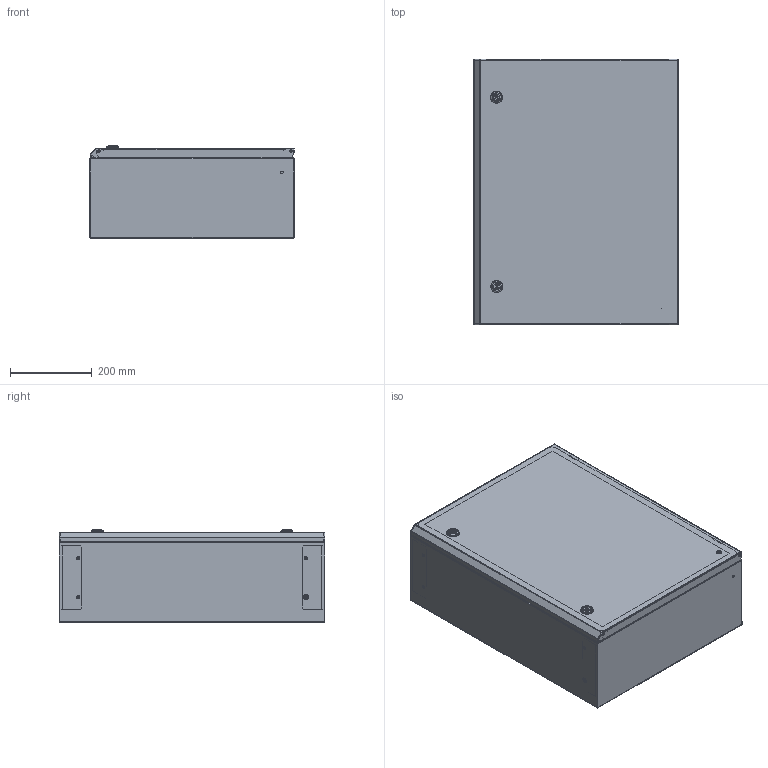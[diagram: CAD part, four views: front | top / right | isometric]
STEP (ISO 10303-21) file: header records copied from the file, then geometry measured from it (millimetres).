
FILE_DESCRIPTION (( 'STEP AP214' ), '1' );
FILE_NAME ('ﾌﾈ-2999 ﾙﾐﾍ KRATOS 65.50.22 IP66 PROXIMA EKF.STEP', '2024-08-09T11:59:51', ( '' ), ( '' ), 'SwSTEP 2.0', 'SolidWorks 2021', '' );
FILE_SCHEMA (( 'AUTOMOTIVE_DESIGN' ));
Length unit declared in the file: millimetre
Products named in the file (25): ÌÈ-2999.01.00.000 Êîðïóñ â ñáîðå; ÌÈ-2020.01.00.001 Ñòåíêà âåðõíÿÿ_¡¥§ ä« ­æ  ; Îñü ïåòëè 4õ52_‚¨­â A.M4x0,5x40 ƒŽ‘’ 11644-75; DIN-ðåéêà ïåðô. 1ìì L=448ìì_L=260; ÌÈ-2997.03.00.000 Êðîíøòåéí â ñáîðå; ﾌﾈ-2997.03.00.001 ﾊ煇鳫; ÌÈ-2999.01.00.001 Ñòåíêà çàäíÿÿ; ÌÈ-2999.02.00.000 Íàïðàâëÿþùàÿ â ñáîðå; rivet 02_din_DIN 660-5x8-St-A-2; Çàêëåïêà ãàå÷íàÿ Ì6; pan head cross recess screw_din_DIN EN ISO 7045 - M6 x 16 - Z - 16N; ÌÈ-2999.02.00.001 Íàïðàâëÿþùàÿ âåðòèêàëüíàÿ; Çàìîê áîëüøîé; Øïèëüêà Ì6õ12; ÌÈ-2999.00.00.001 Ôàëüøïàíåëü; ÓÊ íà äâåðü; ﾄ粢 ﾌﾈ-450.02.00.001; Íàâåñêà íà êîðïóñ ïîä êëåïêó; Ãàéêà êóçîâíàÿ Ì6; ﾌﾈ-2999 ﾙﾐﾍ KRATOS 65.50.22 IP66 PROXIMA EKF; Ïåòëÿ íà äâåðü ï-îáðàçíàÿ; ÌÈ-2997.03.00.000 Êðîíøòåéí â ñáîðå_Œˆ-2997.03.002.000-01; Äâåðü â ñáîðå ÌÈ-450.02.00.000 ÑÁ; ÌÈ-2020.01.00.001 Ñòåíêà âåðõíÿÿ; hex flange nut_din_Hexagon Flange Nut DIN 6923 - M6 - N
Assembly tree (75 placements, depth 3):
  ﾌﾈ-2999 ﾙﾐﾍ KRATOS 65.50.22 IP66 PROXIMA EKF
    ÌÈ-2999.01.00.000 Êîðïóñ â ñáîðå
      ÌÈ-2999.01.00.001 Ñòåíêà çàäíÿÿ
      ÌÈ-2020.01.00.001 Ñòåíêà âåðõíÿÿ
      Øïèëüêà Ì6õ12  x8
      ÌÈ-2020.01.00.001 Ñòåíêà âåðõíÿÿ_¡¥§ ä« ­æ  
    Äâåðü â ñáîðå ÌÈ-450.02.00.000 ÑÁ
      ﾄ粢 ﾌﾈ-450.02.00.001
      Çàìîê áîëüøîé  x2
      ÓÊ íà äâåðü
      Ïåòëÿ íà äâåðü ï-îáðàçíàÿ  x2
      Øïèëüêà Ì6õ12
    hex flange nut_din_Hexagon Flange Nut DIN 6923 - M6 - N  x9
    Íàâåñêà íà êîðïóñ ïîä êëåïêó  x2
    rivet 02_din_DIN 660-5x8-St-A-2  x4
    Îñü ïåòëè 4õ52_‚¨­â A.M4x0,5x40 ƒŽ‘’ 11644-75  x2
    ÌÈ-2997.03.00.000 Êðîíøòåéí â ñáîðå_Œˆ-2997.03.002.000-01  x2
      ﾌﾈ-2997.03.00.001 ﾊ煇鳫
      Ãàéêà êóçîâíàÿ Ì6
    ÌÈ-2997.03.00.000 Êðîíøòåéí â ñáîðå  x2
      ﾌﾈ-2997.03.00.001 ﾊ煇鳫
      Ãàéêà êóçîâíàÿ Ì6
    ÌÈ-2999.02.00.000 Íàïðàâëÿþùàÿ â ñáîðå  x2
      ÌÈ-2999.02.00.001 Íàïðàâëÿþùàÿ âåðòèêàëüíàÿ
      Çàêëåïêà ãàå÷íàÿ Ì6
    pan head cross recess screw_din_DIN EN ISO 7045 - M6 x 16 - Z - 16N  x16
    DIN-ðåéêà ïåðô. 1ìì L=448ìì_L=260  x4
    ÌÈ-2999.00.00.001 Ôàëüøïàíåëü
Bounding box: 500 x 650.1 x 225.54 mm (x, y, z)
Volume: 1916752.3 mm3; surface area: 3453097 mm2
Topology: 78 solids, 88 shells, 3032 faces, 7468 edges, 4640 vertices
Faces by surface type: plane 1590, cylinder 894, cone 290, torus 142, bspline 84, sphere 32
Entity records: 32433 total; most frequent: CARTESIAN_POINT 7224, DIRECTION 4802, ORIENTED_EDGE 4598, EDGE_CURVE 2299, AXIS2_PLACEMENT_3D 1654, VECTOR 1494, LINE 1494, VERTEX_POINT 1416
